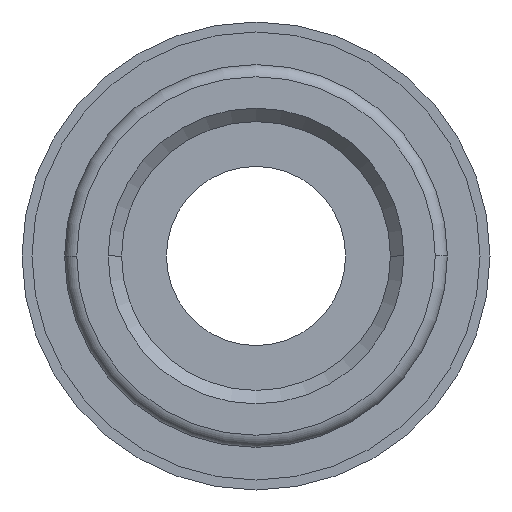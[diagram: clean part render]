
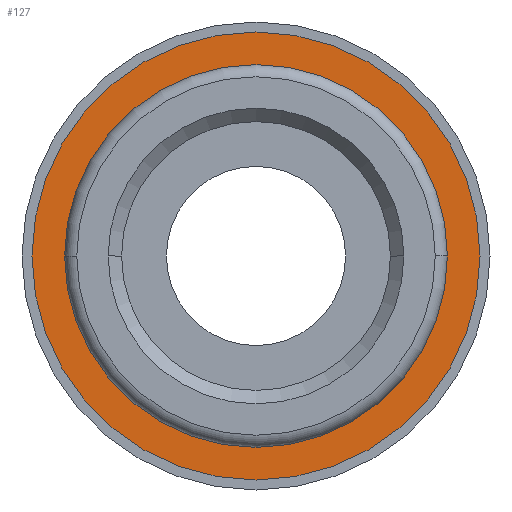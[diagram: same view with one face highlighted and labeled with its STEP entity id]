
A CAD part, front view. The second image highlights one B-rep face of the part: STEP entity #127.
In plain terms, the highlighted planar face has unit normal (0, -1, 0).
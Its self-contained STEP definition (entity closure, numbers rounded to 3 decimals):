
#127=ADVANCED_FACE('',(#295,#296),#297,.T.);
#295=FACE_BOUND('',#506,.T.);
#296=FACE_OUTER_BOUND('',#507,.T.);
#297=PLANE('',#508);
#506=EDGE_LOOP('',(#806,#807,#808));
#507=EDGE_LOOP('',(#809,#810));
#508=AXIS2_PLACEMENT_3D('',#811,#812,#813);
#806=ORIENTED_EDGE('',*,*,#1242,.T.);
#807=ORIENTED_EDGE('',*,*,#1243,.T.);
#808=ORIENTED_EDGE('',*,*,#1244,.T.);
#809=ORIENTED_EDGE('',*,*,#1245,.F.);
#810=ORIENTED_EDGE('',*,*,#1223,.F.);
#811=CARTESIAN_POINT('',(5.625,3.6,0.0));
#812=DIRECTION('',(-0.0,-1.0,-0.0));
#813=DIRECTION('',(-1.0,0.0,0.0));
#1223=EDGE_CURVE('',#1461,#1456,#1463,.T.);
#1242=EDGE_CURVE('',#1490,#1491,#1492,.T.);
#1243=EDGE_CURVE('',#1491,#1493,#1494,.T.);
#1244=EDGE_CURVE('',#1493,#1490,#1495,.T.);
#1245=EDGE_CURVE('',#1456,#1461,#1496,.T.);
#1456=VERTEX_POINT('',#1747);
#1461=VERTEX_POINT('',#1753);
#1463=CIRCLE('',#1756,11.25);
#1490=VERTEX_POINT('',#1787);
#1491=VERTEX_POINT('',#1788);
#1492=CIRCLE('',#1789,9.156);
#1493=VERTEX_POINT('',#1790);
#1494=CIRCLE('',#1791,9.156);
#1495=CIRCLE('',#1792,9.156);
#1496=CIRCLE('',#1793,11.25);
#1747=CARTESIAN_POINT('',(11.25,3.6,0.0));
#1753=CARTESIAN_POINT('',(-11.25,3.6,0.));
#1756=AXIS2_PLACEMENT_3D('',#2043,#2044,#2045);
#1787=CARTESIAN_POINT('',(0.,3.6,9.156));
#1788=CARTESIAN_POINT('',(9.156,3.6,0.));
#1789=AXIS2_PLACEMENT_3D('',#2077,#2078,#2079);
#1790=CARTESIAN_POINT('',(-9.156,3.6,0.));
#1791=AXIS2_PLACEMENT_3D('',#2080,#2081,#2082);
#1792=AXIS2_PLACEMENT_3D('',#2083,#2084,#2085);
#1793=AXIS2_PLACEMENT_3D('',#2086,#2087,#2088);
#2043=CARTESIAN_POINT('',(0.0,3.6,0.0));
#2044=DIRECTION('',(-0.0,1.0,0.0));
#2045=DIRECTION('',(1.0,0.0,0.0));
#2077=CARTESIAN_POINT('',(0.0,3.6,0.0));
#2078=DIRECTION('',(0.0,1.0,0.0));
#2079=DIRECTION('',(0.0,0.0,-1.0));
#2080=CARTESIAN_POINT('',(0.0,3.6,0.0));
#2081=DIRECTION('',(0.0,1.0,0.0));
#2082=DIRECTION('',(0.0,0.0,-1.0));
#2083=CARTESIAN_POINT('',(0.0,3.6,0.0));
#2084=DIRECTION('',(0.0,1.0,0.0));
#2085=DIRECTION('',(0.0,0.0,-1.0));
#2086=CARTESIAN_POINT('',(0.0,3.6,0.0));
#2087=DIRECTION('',(-0.0,1.0,0.0));
#2088=DIRECTION('',(1.0,0.0,0.0));
